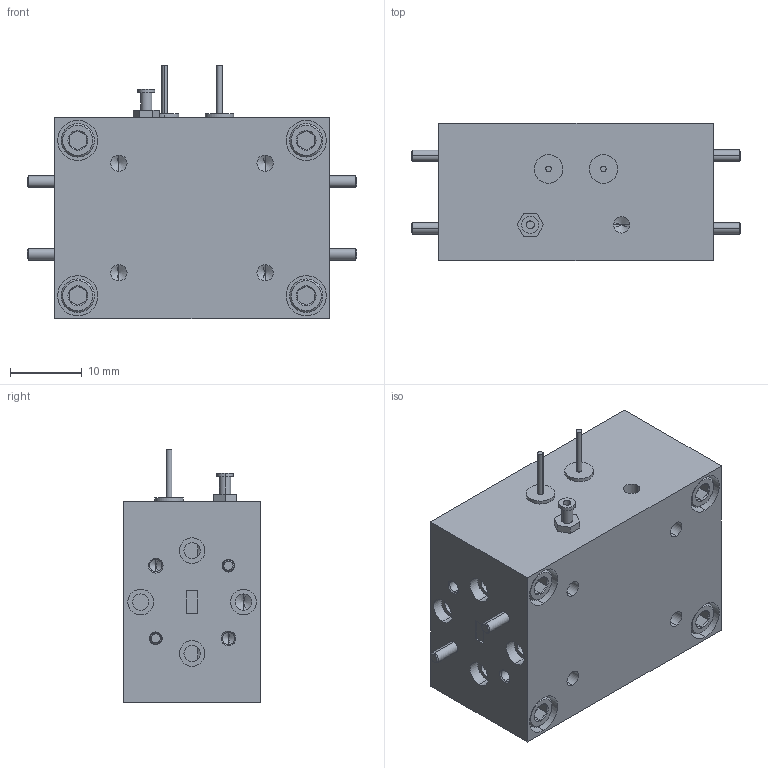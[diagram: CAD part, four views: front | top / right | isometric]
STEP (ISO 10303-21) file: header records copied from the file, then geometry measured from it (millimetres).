
FILE_DESCRIPTION (( 'STEP AP214' ), '1' );
FILE_NAME ('BG-SE-2-C, Defeatured.STEP', '2024-04-11T16:29:32', ( '' ), ( '' ), 'SwSTEP 2.0', 'SolidWorks 2021', '' );
FILE_SCHEMA (( 'AUTOMOTIVE_DESIGN' ));
Length unit declared in the file: inch
Products named in the file (1): BG-SE-2-C, Defeatured
Bounding box: 45.85 x 19.05 x 35.18 mm (x, y, z)
Volume: 19650.2 mm3; surface area: 6338.1 mm2
Topology: 1 solids, 5 shells, 512 faces, 1190 edges, 733 vertices
Faces by surface type: plane 186, cylinder 168, cone 150, bspline 8
Entity records: 23194 total; most frequent: CARTESIAN_POINT 5378, DIRECTION 2474, ORIENTED_EDGE 2328, EDGE_CURVE 1164, AXIS2_PLACEMENT_3D 981, VERTEX_POINT 733, EDGE_LOOP 591, LINE 512
